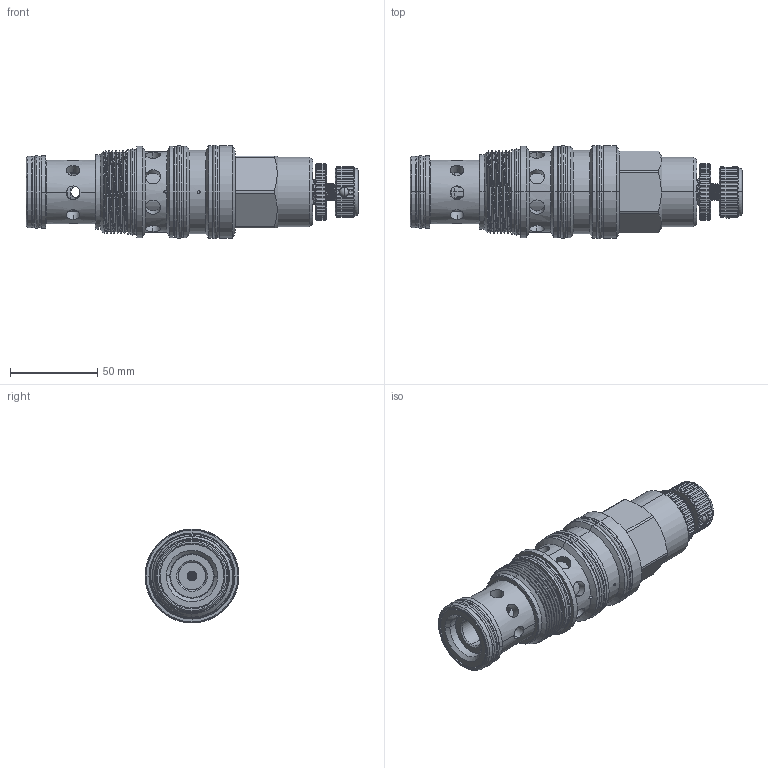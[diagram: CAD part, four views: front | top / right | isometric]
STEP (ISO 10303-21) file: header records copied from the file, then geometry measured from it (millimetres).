
FILE_DESCRIPTION (( 'STEP AP203' ), '1' );
FILE_NAME ('PV24A40(43)(45)-K.STEP', '2020-03-23T05:51:36', ( '' ), ( '' ), 'SwSTEP 2.0', 'SolidWorks 2018', '' );
FILE_SCHEMA (( 'CONFIG_CONTROL_DESIGN' ));
Length unit declared in the file: millimetre
Products named in the file (1): PV24A40(43)(45)-K
Bounding box: 190.19 x 53.84 x 53.84 mm (x, y, z)
Volume: 217942.4 mm3; surface area: 84448.6 mm2
Topology: 23 solids, 23 shells, 1686 faces, 4561 edges, 2911 vertices
Faces by surface type: cylinder 1064, plane 291, cone 143, torus 120, bspline 60, sphere 8
Entity records: 114153 total; most frequent: CARTESIAN_POINT 73975, ORIENTED_EDGE 9054, DIRECTION 7135, EDGE_CURVE 4527, VERTEX_POINT 2905, AXIS2_PLACEMENT_3D 2798, EDGE_LOOP 2216, ADVANCED_FACE 1686
